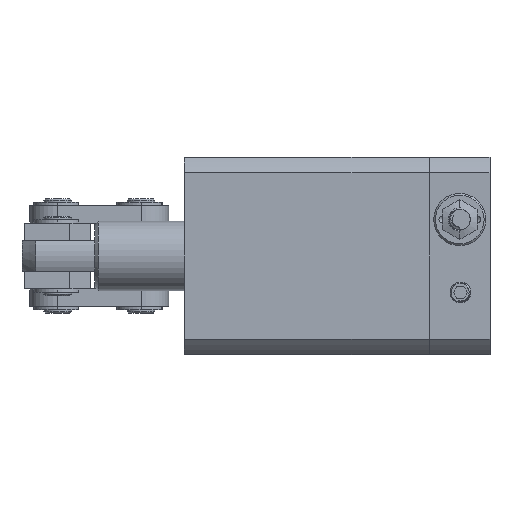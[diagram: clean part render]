
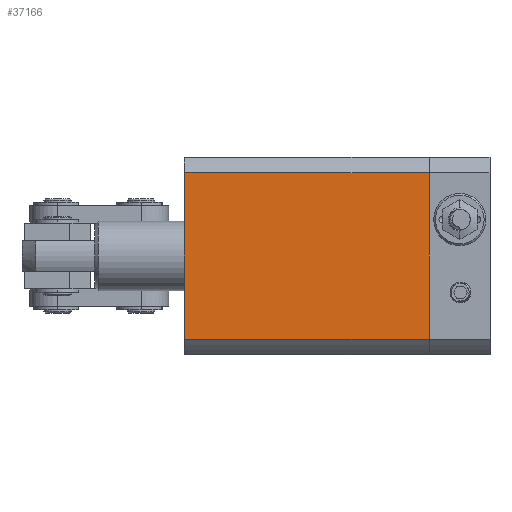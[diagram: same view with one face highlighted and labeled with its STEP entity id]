
A CAD part, left-side view. The second image highlights one B-rep face of the part: STEP entity #37166.
In plain terms, the highlighted planar face has unit normal (-1, 0, 0).
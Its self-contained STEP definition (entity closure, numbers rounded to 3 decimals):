
#364 = VECTOR ( 'NONE', #44764, 1000. ) ;
#1706 = VERTEX_POINT ( 'NONE', #15866 ) ;
#2854 = DIRECTION ( 'NONE',  ( 0., 0., -1. ) ) ;
#3599 = EDGE_CURVE ( 'NONE', #26295, #38373, #15420, .T. ) ;
#5777 = DIRECTION ( 'NONE',  ( -1., 0., 0. ) ) ;
#8008 = VECTOR ( 'NONE', #31985, 1000. ) ;
#11069 = LINE ( 'NONE', #15956, #364 ) ;
#14316 = VECTOR ( 'NONE', #26302, 1000. ) ;
#15420 = LINE ( 'NONE', #28028, #24964 ) ;
#15866 = CARTESIAN_POINT ( 'NONE',  ( -28.5, 0., -23.985 ) ) ;
#15923 = CARTESIAN_POINT ( 'NONE',  ( -28.5, 70.5, 23.984 ) ) ;
#15956 = CARTESIAN_POINT ( 'NONE',  ( -28.5, 70.5, -23.985 ) ) ;
#22662 = CARTESIAN_POINT ( 'NONE',  ( -28.5, 70.5, 23.984 ) ) ;
#24613 = CARTESIAN_POINT ( 'NONE',  ( -28.5, 0., 0. ) ) ;
#24964 = VECTOR ( 'NONE', #2854, 1000. ) ;
#25006 = LINE ( 'NONE', #22662, #14316 ) ;
#26295 = VERTEX_POINT ( 'NONE', #15923 ) ;
#26302 = DIRECTION ( 'NONE',  ( 0., 1., 0. ) ) ;
#27193 = PLANE ( 'NONE',  #41652 ) ;
#27332 = ORIENTED_EDGE ( 'NONE', *, *, #30325, .F. ) ;
#27358 = CARTESIAN_POINT ( 'NONE',  ( -28.5, 70.5, 23.984 ) ) ;
#28028 = CARTESIAN_POINT ( 'NONE',  ( -28.5, 70.5, 0. ) ) ;
#28241 = EDGE_CURVE ( 'NONE', #34037, #1706, #35556, .T. ) ;
#28631 = CARTESIAN_POINT ( 'NONE',  ( -28.5, 70.5, -23.985 ) ) ;
#29000 = CARTESIAN_POINT ( 'NONE',  ( -28.5, 0., 23.984 ) ) ;
#29694 = ORIENTED_EDGE ( 'NONE', *, *, #28241, .F. ) ;
#30325 = EDGE_CURVE ( 'NONE', #1706, #38373, #11069, .T. ) ;
#30944 = DIRECTION ( 'NONE',  ( 0., 0., 1. ) ) ;
#31985 = DIRECTION ( 'NONE',  ( 0., 0., -1. ) ) ;
#34037 = VERTEX_POINT ( 'NONE', #29000 ) ;
#34321 = ORIENTED_EDGE ( 'NONE', *, *, #44873, .T. ) ;
#35556 = LINE ( 'NONE', #24613, #8008 ) ;
#36758 = FACE_OUTER_BOUND ( 'NONE', #37403, .T. ) ;
#37166 = ADVANCED_FACE ( 'NONE', ( #36758 ), #27193, .T. ) ;
#37358 = ORIENTED_EDGE ( 'NONE', *, *, #3599, .T. ) ;
#37403 = EDGE_LOOP ( 'NONE', ( #37358, #27332, #29694, #34321 ) ) ;
#38373 = VERTEX_POINT ( 'NONE', #28631 ) ;
#41652 = AXIS2_PLACEMENT_3D ( 'NONE', #27358, #5777, #30944 ) ;
#44764 = DIRECTION ( 'NONE',  ( 0., 1., 0. ) ) ;
#44873 = EDGE_CURVE ( 'NONE', #34037, #26295, #25006, .T. ) ;
